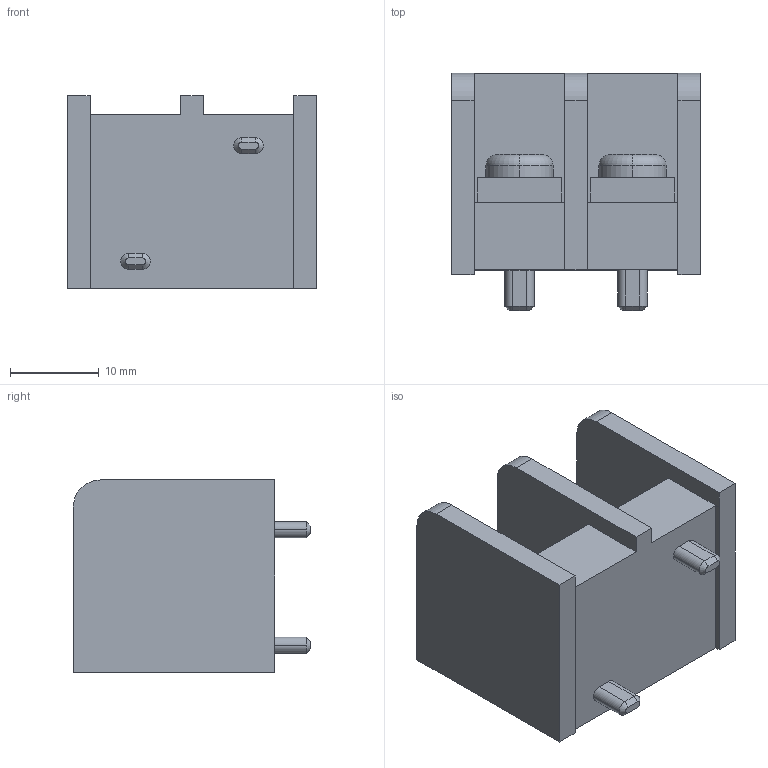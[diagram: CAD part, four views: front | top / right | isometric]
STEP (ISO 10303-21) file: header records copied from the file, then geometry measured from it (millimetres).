
FILE_DESCRIPTION(('STEP AP214'),'1');
FILE_NAME('0389690002.stp','2024-11-22T21:47:18',('TraceParts'),('TraceParts S.A.'),'Spatial InterOp 3D',' ',' ');
FILE_SCHEMA(('AUTOMOTIVE_DESIGN { 1 0 10303 214 1 1 1 1 }'));
Length unit declared in the file: millimetre
Products named in the file (1): 0389690002_1
Bounding box: 27.94 x 26.67 x 21.59 mm (x, y, z)
Volume: 7999.3 mm3; surface area: 4969.9 mm2
Topology: 1 solids, 1 shells, 91 faces, 243 edges, 166 vertices
Faces by surface type: plane 64, cylinder 19, torus 4, cone 4
Entity records: 2905 total; most frequent: CARTESIAN_POINT 570, DIRECTION 483, ORIENTED_EDGE 474, EDGE_CURVE 237, LINE 173, VECTOR 173, AXIS2_PLACEMENT_3D 155, VERTEX_POINT 154
